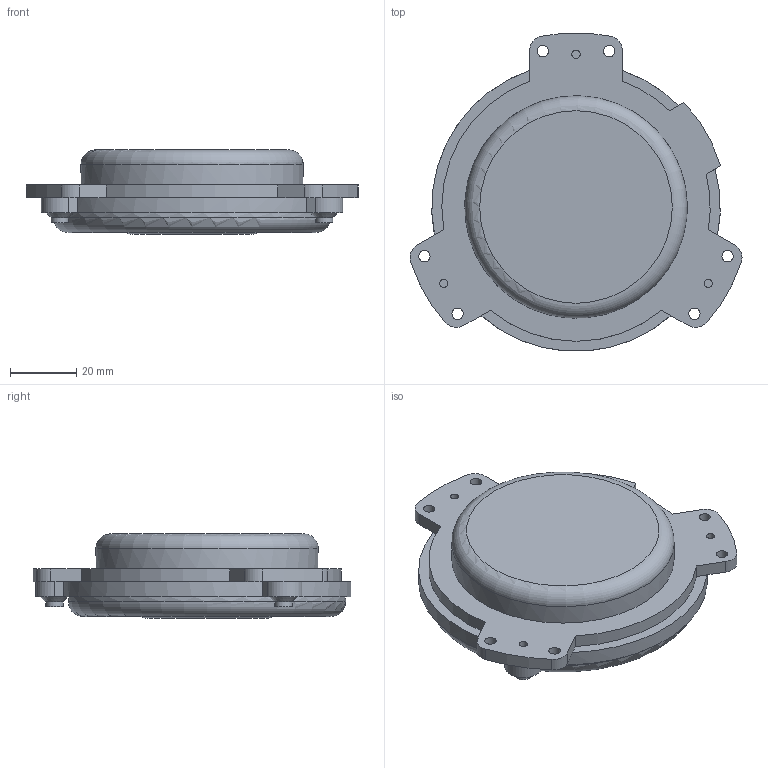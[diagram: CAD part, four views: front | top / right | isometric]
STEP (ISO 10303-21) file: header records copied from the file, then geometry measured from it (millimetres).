
FILE_DESCRIPTION(/* description */ (''),/* implementation_level */ '2;1');
FILE_NAME(/* name */ 'Dayton_Audio_Transducer.stp',/* time_stamp */ '2018-11-14T22:56:28-05:00');
FILE_SCHEMA (('AUTOMOTIVE_DESIGN { 1 0 10303 214 3 1 1 }'));
Length unit declared in the file: millimetre
Products named in the file (1): Dayton_Audio_Transducer
Bounding box: 99.99 x 95.7 x 25.4 mm (x, y, z)
Volume: 120699.7 mm3; surface area: 19449.3 mm2
Topology: 1 solids, 1 shells, 74 faces, 190 edges, 127 vertices
Faces by surface type: cylinder 35, plane 32, cone 4, torus 3
Full cylindrical faces by diameter (mm): 2.459 x3, 3.4 x6, 5.25 x3, 67 x1, 83.6 x1
Entity records: 2168 total; most frequent: DIRECTION 394, CARTESIAN_POINT 348, ORIENTED_EDGE 316, AXIS2_PLACEMENT_3D 161, EDGE_CURVE 158, EDGE_LOOP 115, VERTEX_POINT 115, CIRCLE 86
